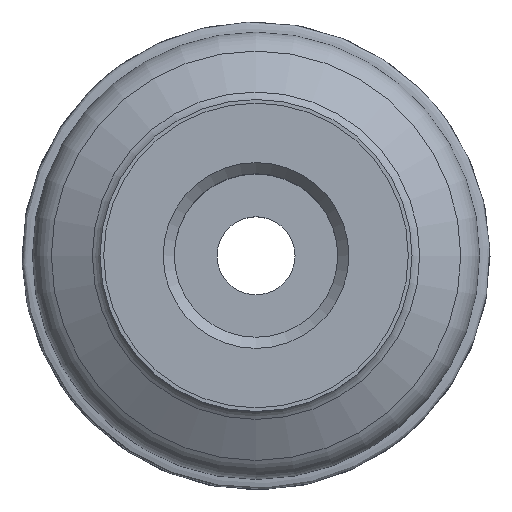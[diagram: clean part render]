
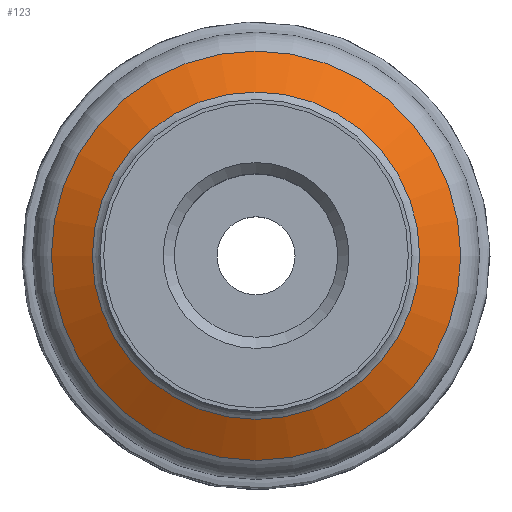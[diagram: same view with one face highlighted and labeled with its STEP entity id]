
A CAD part, top view. The second image highlights one B-rep face of the part: STEP entity #123.
In plain terms, the highlighted conical face has half-angle 60.642 degrees and reference radius 20.5 mm.
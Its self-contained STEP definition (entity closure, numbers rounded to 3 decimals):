
#123=ADVANCED_FACE('TB_IB_SU3',(#157,#158),#148,.T.);
#148=CONICAL_SURFACE('',#512,20.5,60.642);
#157=FACE_BOUND('',#208,.T.);
#158=FACE_BOUND('',#209,.T.);
#208=EDGE_LOOP('',(#258));
#209=EDGE_LOOP('',(#259));
#258=ORIENTED_EDGE('',*,*,#334,.T.);
#259=ORIENTED_EDGE('',*,*,#335,.T.);
#308=VERTEX_POINT('',#724);
#309=VERTEX_POINT('',#726);
#334=EDGE_CURVE('',#308,#308,#359,.T.);
#335=EDGE_CURVE('',#309,#309,#360,.T.);
#359=CIRCLE('',#510,22.029);
#360=CIRCLE('',#511,27.551);
#510=AXIS2_PLACEMENT_3D('',#723,#594,#595);
#511=AXIS2_PLACEMENT_3D('',#725,#596,#597);
#512=AXIS2_PLACEMENT_3D('',#727,#598,#599);
#594=DIRECTION('',(0.,0.,-1.));
#595=DIRECTION('',(-1.,0.,0.));
#596=DIRECTION('',(0.,0.,1.));
#597=DIRECTION('',(1.,0.,0.));
#598=DIRECTION('',(0.,0.,-1.));
#599=DIRECTION('',(-1.,0.,0.));
#723=CARTESIAN_POINT('',(0.,0.,-16.36));
#724=CARTESIAN_POINT('',(-22.029,0.,-16.36));
#725=CARTESIAN_POINT('',(0.,0.,-19.466));
#726=CARTESIAN_POINT('',(27.551,0.,-19.466));
#727=CARTESIAN_POINT('',(0.,0.,-15.5));
